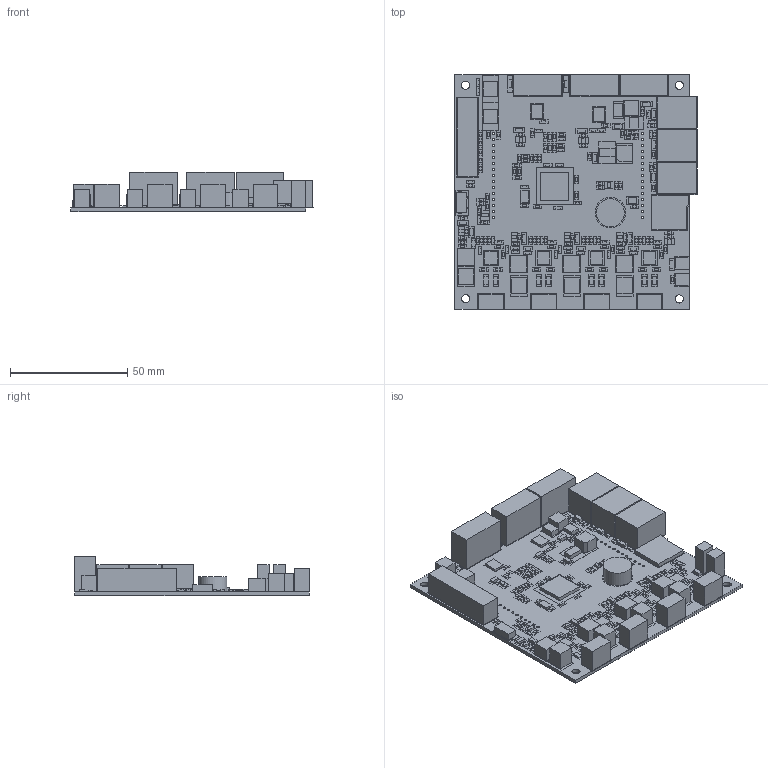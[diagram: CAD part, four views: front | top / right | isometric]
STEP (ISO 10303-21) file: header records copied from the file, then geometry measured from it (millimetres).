
FILE_DESCRIPTION(('Open CASCADE Model'),'2;1');
FILE_NAME('Open CASCADE Shape Model','2015-08-22T07:16:47',('Author'),( 'Open CASCADE'),'Open CASCADE STEP processor 6.5','Open CASCADE 6.5' ,'Unknown');
FILE_SCHEMA(('AUTOMOTIVE_DESIGN { 1 0 10303 214 1 1 1 1 }'));
Length unit declared in the file: millimetre
Products named in the file (374): PCB; Board; D16; 761257744; Extruded; 761263888; R105; 761254800; 761260944; R94; 761254544; 761260688; R92; R82; R81; R80; Q6; 761254672; 761260816; Q5; U10; 761259536; 761265296; U6; 761259408; 761265168; R102; R101; L13; 761258896; 761264784; D12; 761259152; 761265040; C67; 761255056; 761261328; C63; 761258128; 761264144 ...
Assembly tree (742 placements, depth 4):
  PCB
    Board
    D16
      761257744
        Extruded
      761263888
        Extruded
    R105
      761254800
        Extruded
      761260944
        Extruded
    R94
      761254544
        Extruded
      761260688
        Extruded
    R92
      761254544
        Extruded
      761260688
        Extruded
    R82
      761254544
        Extruded
      761260688
        Extruded
    R81
      761254544
        Extruded
      761260688
        Extruded
    R80
      761254544
        Extruded
      761260688
        Extruded
    Q6
      761254672
        Extruded
      761260816
        Extruded
    Q5
      761254672
        Extruded
      761260816
        Extruded
    U10
      761259536
        Extruded
      761265296
        Extruded
    U6
      761259408
        Extruded
      761265168
        Extruded
    R102
      761254800
        Extruded
Bounding box: 103.11 x 100.53 x 16.79 mm (x, y, z)
Volume: 43705.4 mm3; surface area: 49630.8 mm2
Topology: 445 solids, 445 shells, 2800 faces, 5730 edges, 3820 vertices
Faces by surface type: plane 2670, cylinder 130
Full cylindrical faces by diameter (mm): 0.65 x2, 0.8 x12, 1 x74, 1.1 x16, 1.3 x2, 1.4 x12, 3.2 x6, 3.5 x4, 12 x1, 13 x1
Entity records: 44464 total; most frequent: CARTESIAN_POINT 7643, DIRECTION 6538, LINE 3364, VECTOR 3364, ORIENTED_EDGE 2592, PCURVE 2592, DEFINITIONAL_REPRESENTATION 2592, AXIS2_PLACEMENT_3D 1587
